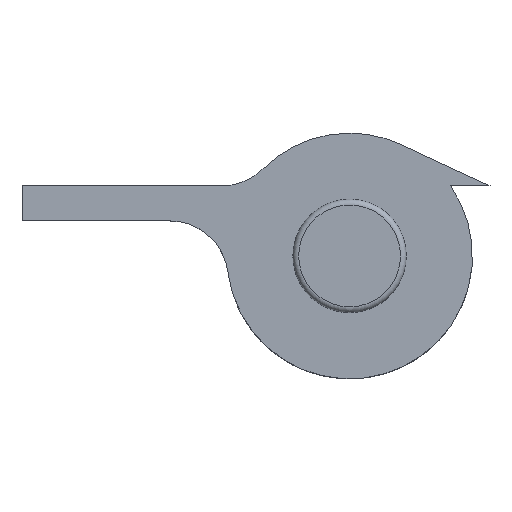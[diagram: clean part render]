
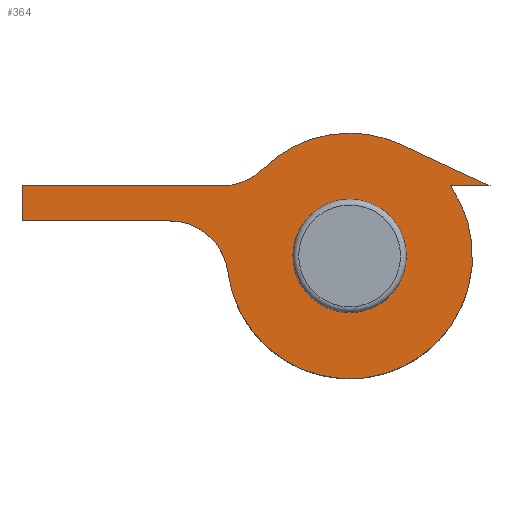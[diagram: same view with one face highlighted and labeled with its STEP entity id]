
A CAD part, top view. The second image highlights one B-rep face of the part: STEP entity #364.
In plain terms, the highlighted planar face has unit normal (0, 0, 1).
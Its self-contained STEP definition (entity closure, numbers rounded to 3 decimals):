
#18=FACE_BOUND('',#60,.T.);
#23=PLANE('',#408);
#35=FACE_OUTER_BOUND('',#59,.T.);
#59=EDGE_LOOP('',(#262,#263,#264,#265,#266,#267,#268,#269,#270));
#60=EDGE_LOOP('',(#271));
#90=LINE('',#608,#116);
#91=LINE('',#610,#117);
#92=LINE('',#612,#118);
#93=LINE('',#617,#119);
#116=VECTOR('',#480,10.);
#117=VECTOR('',#481,10.);
#118=VECTOR('',#482,10.);
#119=VECTOR('',#487,10.);
#137=CIRCLE('',#401,374.);
#143=CIRCLE('',#409,10.5);
#144=CIRCLE('',#410,5.);
#145=CIRCLE('',#411,5.);
#146=CIRCLE('',#412,10.5);
#147=CIRCLE('',#413,4.85);
#164=VERTEX_POINT('',#579);
#165=VERTEX_POINT('',#581);
#174=VERTEX_POINT('',#603);
#175=VERTEX_POINT('',#605);
#176=VERTEX_POINT('',#607);
#177=VERTEX_POINT('',#609);
#178=VERTEX_POINT('',#611);
#179=VERTEX_POINT('',#613);
#180=VERTEX_POINT('',#615);
#181=VERTEX_POINT('',#618);
#198=EDGE_CURVE('',#165,#164,#137,.F.);
#209=EDGE_CURVE('',#164,#174,#143,.T.);
#210=EDGE_CURVE('',#175,#174,#144,.T.);
#211=EDGE_CURVE('',#175,#176,#90,.T.);
#212=EDGE_CURVE('',#177,#176,#91,.T.);
#213=EDGE_CURVE('',#178,#177,#92,.T.);
#214=EDGE_CURVE('',#179,#178,#145,.T.);
#215=EDGE_CURVE('',#179,#180,#146,.T.);
#216=EDGE_CURVE('',#165,#180,#93,.T.);
#217=EDGE_CURVE('',#181,#181,#147,.T.);
#262=ORIENTED_EDGE('',*,*,#209,.T.);
#263=ORIENTED_EDGE('',*,*,#210,.F.);
#264=ORIENTED_EDGE('',*,*,#211,.T.);
#265=ORIENTED_EDGE('',*,*,#212,.F.);
#266=ORIENTED_EDGE('',*,*,#213,.F.);
#267=ORIENTED_EDGE('',*,*,#214,.F.);
#268=ORIENTED_EDGE('',*,*,#215,.T.);
#269=ORIENTED_EDGE('',*,*,#216,.F.);
#270=ORIENTED_EDGE('',*,*,#198,.T.);
#271=ORIENTED_EDGE('',*,*,#217,.T.);
#364=ADVANCED_FACE('',(#35,#18),#23,.T.);
#401=AXIS2_PLACEMENT_3D('',#582,#455,#456);
#408=AXIS2_PLACEMENT_3D('',#602,#474,#475);
#409=AXIS2_PLACEMENT_3D('',#604,#476,#477);
#410=AXIS2_PLACEMENT_3D('',#606,#478,#479);
#411=AXIS2_PLACEMENT_3D('',#614,#483,#484);
#412=AXIS2_PLACEMENT_3D('',#616,#485,#486);
#413=AXIS2_PLACEMENT_3D('',#619,#488,#489);
#455=DIRECTION('center_axis',(0.,0.,1.));
#456=DIRECTION('ref_axis',(-0.432,-0.902,0.));
#474=DIRECTION('center_axis',(0.,0.,1.));
#475=DIRECTION('ref_axis',(1.,0.,0.));
#476=DIRECTION('center_axis',(0.,0.,1.));
#477=DIRECTION('ref_axis',(1.,0.,0.));
#478=DIRECTION('center_axis',(0.,0.,1.));
#479=DIRECTION('ref_axis',(0.381,-0.925,0.));
#480=DIRECTION('',(-1.,0.,0.));
#481=DIRECTION('',(0.,1.,0.));
#482=DIRECTION('',(-1.,0.,0.));
#483=DIRECTION('center_axis',(0.,0.,1.));
#484=DIRECTION('ref_axis',(0.66,0.751,0.));
#485=DIRECTION('center_axis',(0.,0.,1.));
#486=DIRECTION('ref_axis',(1.,0.,0.));
#487=DIRECTION('',(-1.,0.,0.));
#488=DIRECTION('center_axis',(0.,0.,-1.));
#489=DIRECTION('ref_axis',(1.,0.,0.));
#579=CARTESIAN_POINT('',(4.531,9.472,2.));
#581=CARTESIAN_POINT('',(12.,6.,2.));
#582=CARTESIAN_POINT('Origin',(165.913,346.862,2.));
#602=CARTESIAN_POINT('Origin',(0.,0.,2.));
#603=CARTESIAN_POINT('',(-7.398,7.452,2.));
#604=CARTESIAN_POINT('Origin',(0.,0.,2.));
#605=CARTESIAN_POINT('',(-10.92,6.,2.));
#606=CARTESIAN_POINT('Origin',(-10.92,11.,2.));
#607=CARTESIAN_POINT('',(-28.,6.,2.));
#608=CARTESIAN_POINT('',(-23.,6.,2.));
#609=CARTESIAN_POINT('',(-28.,3.,2.));
#610=CARTESIAN_POINT('',(-28.,3.,2.));
#611=CARTESIAN_POINT('',(-15.37,3.,2.));
#612=CARTESIAN_POINT('',(-23.,3.,2.));
#613=CARTESIAN_POINT('',(-10.412,-1.355,2.));
#614=CARTESIAN_POINT('Origin',(-15.37,-2.,2.));
#615=CARTESIAN_POINT('',(8.617,6.,2.));
#616=CARTESIAN_POINT('Origin',(0.,0.,2.));
#617=CARTESIAN_POINT('',(10.308,6.,2.));
#618=CARTESIAN_POINT('',(-4.85,0.,2.));
#619=CARTESIAN_POINT('Origin',(0.,0.,2.));
